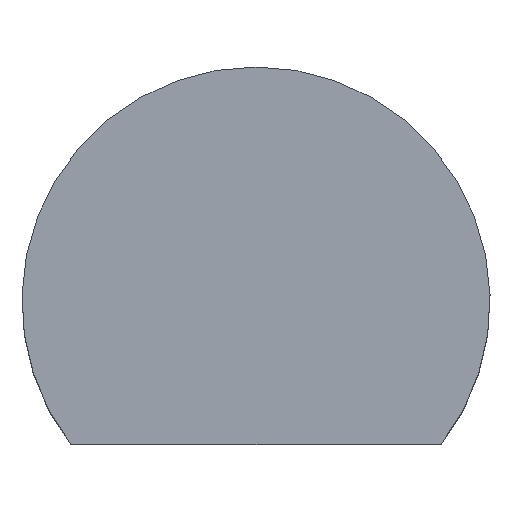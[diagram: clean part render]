
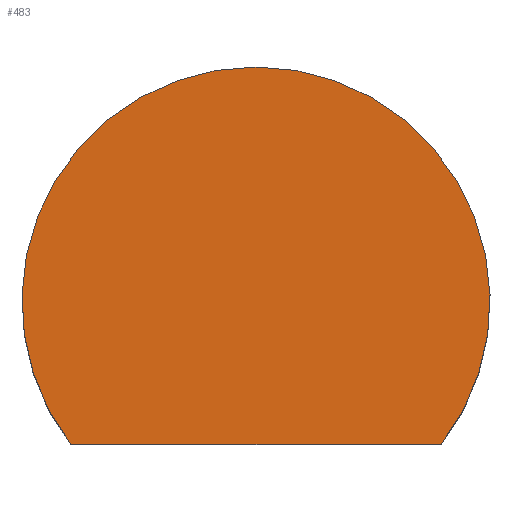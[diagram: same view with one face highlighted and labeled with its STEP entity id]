
A CAD part, top view. The second image highlights one B-rep face of the part: STEP entity #483.
In plain terms, the highlighted planar face has unit normal (0, 0, 1).
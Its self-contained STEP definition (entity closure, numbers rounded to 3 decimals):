
#383=CARTESIAN_POINT('',(0.,2.66,9.33));
#384=VERTEX_POINT('',#383);
#400=CARTESIAN_POINT('',(-2.059,-1.53,9.33));
#401=VERTEX_POINT('',#400);
#408=CARTESIAN_POINT('',(0.,0.059,9.33));
#409=DIRECTION('',(0.0,0.0,-1.0));
#410=DIRECTION('',(0.0,1.0,0.0));
#411=AXIS2_PLACEMENT_3D('',#408,#409,#410);
#412=CIRCLE('',#411,2.601);
#413=EDGE_CURVE('',#401,#384,#412,.T.);
#423=CARTESIAN_POINT('',(2.059,-1.53,9.33));
#424=VERTEX_POINT('',#423);
#425=CARTESIAN_POINT('',(2.059,-1.53,9.33));
#426=DIRECTION('',(-1.0,0.0,0.0));
#427=VECTOR('',#426,4.117);
#428=LINE('',#425,#427);
#429=EDGE_CURVE('',#424,#401,#428,.T.);
#455=CARTESIAN_POINT('',(0.,0.059,9.33));
#456=DIRECTION('',(0.0,0.0,-1.0));
#457=DIRECTION('',(0.0,1.0,0.0));
#458=AXIS2_PLACEMENT_3D('',#455,#456,#457);
#459=CIRCLE('',#458,2.601);
#460=EDGE_CURVE('',#384,#424,#459,.T.);
#473=CARTESIAN_POINT('',(0.,0.146,9.33));
#474=DIRECTION('',(0.0,0.0,1.0));
#475=DIRECTION('',(0.0,1.0,0.0));
#476=AXIS2_PLACEMENT_3D('',#473,#474,#475);
#477=PLANE('',#476);
#478=ORIENTED_EDGE('',*,*,#429,.F.);
#479=ORIENTED_EDGE('',*,*,#460,.F.);
#480=ORIENTED_EDGE('',*,*,#413,.F.);
#481=EDGE_LOOP('',(#478,#479,#480));
#482=FACE_OUTER_BOUND('',#481,.T.);
#483=ADVANCED_FACE('',(#482),#477,.T.);
